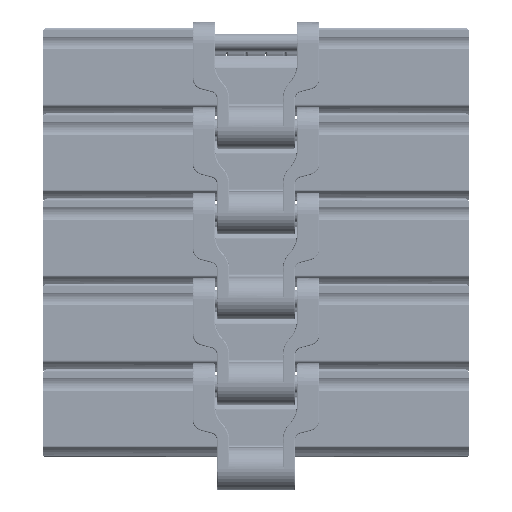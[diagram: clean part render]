
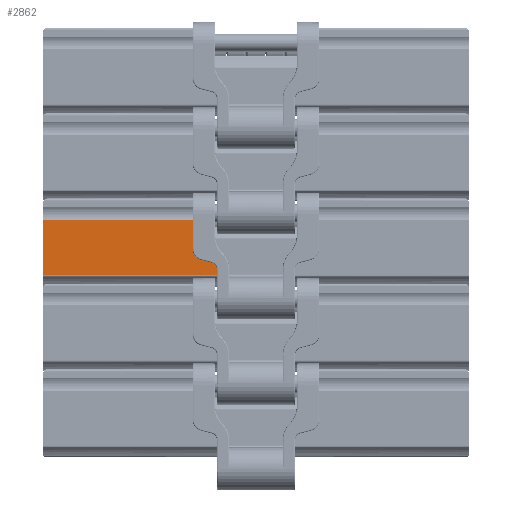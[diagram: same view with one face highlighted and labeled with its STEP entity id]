
A CAD part, front view. The second image highlights one B-rep face of the part: STEP entity #2862.
In plain terms, the highlighted face is planar.
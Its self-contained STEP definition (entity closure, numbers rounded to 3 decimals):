
#18 = DIRECTION ( 'NONE',  ( 1., 0., 0. ) ) ;
#155 = EDGE_CURVE ( 'NONE', #11274, #6910, #13882, .T. ) ;
#204 = AXIS2_PLACEMENT_3D ( 'NONE', #12499, #16177, #4779 ) ;
#455 = VERTEX_POINT ( 'NONE', #1453 ) ;
#1062 = VECTOR ( 'NONE', #5084, 1000. ) ;
#1089 = ORIENTED_EDGE ( 'NONE', *, *, #2687, .T. ) ;
#1116 = EDGE_LOOP ( 'NONE', ( #11522, #11440, #12825, #11650, #7768, #1089, #6670, #13489 ) ) ;
#1161 = CARTESIAN_POINT ( 'NONE',  ( 17.5, 5.91, -4.7 ) ) ;
#1415 = DIRECTION ( 'NONE',  ( 0., 0., 1. ) ) ;
#1453 = CARTESIAN_POINT ( 'NONE',  ( 28.3, -16.033, -4.7 ) ) ;
#1760 = LINE ( 'NONE', #9721, #2787 ) ;
#1776 = VECTOR ( 'NONE', #18, 1000. ) ;
#1847 = DIRECTION ( 'NONE',  ( 0., -1., 0. ) ) ;
#2020 = CARTESIAN_POINT ( 'NONE',  ( 28.3, -3.122, -4.7 ) ) ;
#2116 = EDGE_CURVE ( 'NONE', #11274, #7767, #15855, .T. ) ;
#2243 = CARTESIAN_POINT ( 'NONE',  ( 95.25, 0., -4.7 ) ) ;
#2320 = DIRECTION ( 'NONE',  ( 0., -1., 0. ) ) ;
#2343 = CARTESIAN_POINT ( 'NONE',  ( 23.3, -3.122, -4.7 ) ) ;
#2410 = CARTESIAN_POINT ( 'NONE',  ( 17.5, 0., -4.7 ) ) ;
#2622 = CARTESIAN_POINT ( 'NONE',  ( 95.25, -16.033, -4.7 ) ) ;
#2681 = PLANE ( 'NONE',  #4653 ) ;
#2683 = VECTOR ( 'NONE', #10036, 1000. ) ;
#2687 = EDGE_CURVE ( 'NONE', #8841, #13684, #2797, .T. ) ;
#2787 = VECTOR ( 'NONE', #1847, 1000. ) ;
#2797 = CIRCLE ( 'NONE', #3584, 5. ) ;
#2862 = ADVANCED_FACE ( 'NONE', ( #5107 ), #2681, .T. ) ;
#3042 = DIRECTION ( 'NONE',  ( -1., 0., 0. ) ) ;
#3584 = AXIS2_PLACEMENT_3D ( 'NONE', #2343, #4764, #7480 ) ;
#4653 = AXIS2_PLACEMENT_3D ( 'NONE', #12893, #1415, #7982 ) ;
#4764 = DIRECTION ( 'NONE',  ( 0., 0., -1. ) ) ;
#4779 = DIRECTION ( 'NONE',  ( 1., 0., 0. ) ) ;
#5084 = DIRECTION ( 'NONE',  ( 0., -1., 0. ) ) ;
#5107 = FACE_OUTER_BOUND ( 'NONE', #1116, .T. ) ;
#5981 = VERTEX_POINT ( 'NONE', #1161 ) ;
#6198 = CARTESIAN_POINT ( 'NONE',  ( 24.594, 1.707, -4.7 ) ) ;
#6670 = ORIENTED_EDGE ( 'NONE', *, *, #9670, .T. ) ;
#6910 = VERTEX_POINT ( 'NONE', #2622 ) ;
#6996 = CARTESIAN_POINT ( 'NONE',  ( 19.724, 3.012, -4.7 ) ) ;
#7117 = EDGE_CURVE ( 'NONE', #9073, #8841, #7333, .T. ) ;
#7333 = LINE ( 'NONE', #7405, #2683 ) ;
#7365 = EDGE_CURVE ( 'NONE', #7767, #5981, #7707, .T. ) ;
#7405 = CARTESIAN_POINT ( 'NONE',  ( 19.724, 3.012, -4.7 ) ) ;
#7480 = DIRECTION ( 'NONE',  ( 1., 0., 0. ) ) ;
#7707 = LINE ( 'NONE', #2410, #1062 ) ;
#7767 = VERTEX_POINT ( 'NONE', #13691 ) ;
#7768 = ORIENTED_EDGE ( 'NONE', *, *, #7117, .T. ) ;
#7982 = DIRECTION ( 'NONE',  ( 1., 0., 0. ) ) ;
#8380 = LINE ( 'NONE', #12653, #1776 ) ;
#8841 = VERTEX_POINT ( 'NONE', #6198 ) ;
#9073 = VERTEX_POINT ( 'NONE', #6996 ) ;
#9670 = EDGE_CURVE ( 'NONE', #13684, #455, #1760, .T. ) ;
#9721 = CARTESIAN_POINT ( 'NONE',  ( 28.3, 0., -4.7 ) ) ;
#10036 = DIRECTION ( 'NONE',  ( 0.966, -0.259, 0. ) ) ;
#10276 = CARTESIAN_POINT ( 'NONE',  ( 95.25, 8.534, -4.7 ) ) ;
#11145 = VECTOR ( 'NONE', #2320, 1000. ) ;
#11262 = EDGE_CURVE ( 'NONE', #5981, #9073, #12025, .T. ) ;
#11274 = VERTEX_POINT ( 'NONE', #10276 ) ;
#11440 = ORIENTED_EDGE ( 'NONE', *, *, #2116, .T. ) ;
#11522 = ORIENTED_EDGE ( 'NONE', *, *, #155, .F. ) ;
#11650 = ORIENTED_EDGE ( 'NONE', *, *, #11262, .T. ) ;
#12025 = CIRCLE ( 'NONE', #204, 3. ) ;
#12228 = VECTOR ( 'NONE', #3042, 1000. ) ;
#12499 = CARTESIAN_POINT ( 'NONE',  ( 20.5, 5.91, -4.7 ) ) ;
#12653 = CARTESIAN_POINT ( 'NONE',  ( 95.25, -16.033, -4.7 ) ) ;
#12825 = ORIENTED_EDGE ( 'NONE', *, *, #7365, .T. ) ;
#12893 = CARTESIAN_POINT ( 'NONE',  ( -95.25, 0., -4.7 ) ) ;
#13489 = ORIENTED_EDGE ( 'NONE', *, *, #15218, .T. ) ;
#13684 = VERTEX_POINT ( 'NONE', #2020 ) ;
#13691 = CARTESIAN_POINT ( 'NONE',  ( 17.5, 8.534, -4.7 ) ) ;
#13882 = LINE ( 'NONE', #2243, #11145 ) ;
#14613 = CARTESIAN_POINT ( 'NONE',  ( -95.25, 8.534, -4.7 ) ) ;
#15218 = EDGE_CURVE ( 'NONE', #455, #6910, #8380, .T. ) ;
#15855 = LINE ( 'NONE', #14613, #12228 ) ;
#16177 = DIRECTION ( 'NONE',  ( 0., 0., 1. ) ) ;
